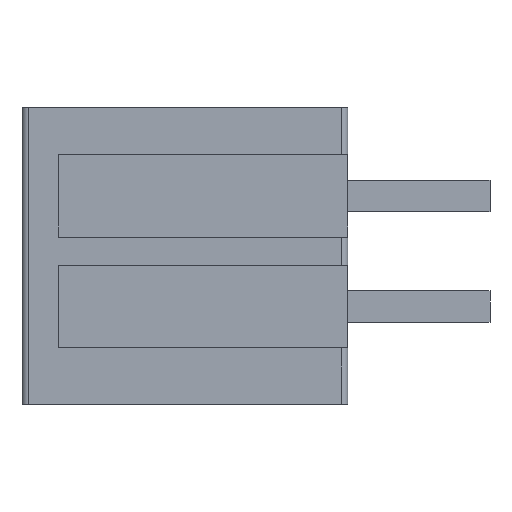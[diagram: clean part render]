
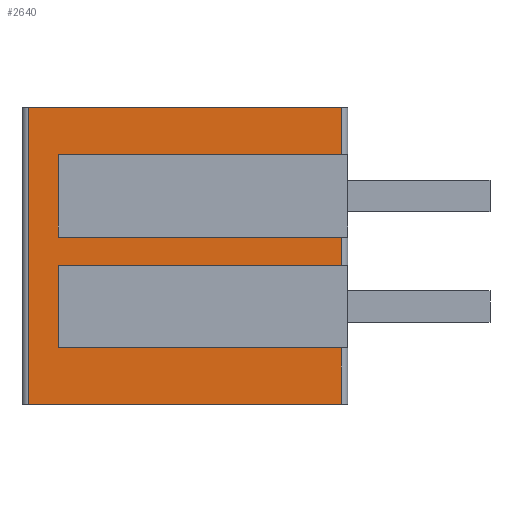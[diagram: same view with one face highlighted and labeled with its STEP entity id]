
A CAD part, left-side view. The second image highlights one B-rep face of the part: STEP entity #2640.
In plain terms, the highlighted planar face has unit normal (-1, 0, 0).
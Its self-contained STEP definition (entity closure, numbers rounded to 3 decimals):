
#120=ORIENTED_EDGE('',*,*,#684,.T.);
#121=ORIENTED_EDGE('',*,*,#685,.F.);
#122=ORIENTED_EDGE('',*,*,#686,.F.);
#123=ORIENTED_EDGE('',*,*,#687,.T.);
#124=ORIENTED_EDGE('',*,*,#688,.T.);
#125=ORIENTED_EDGE('',*,*,#689,.F.);
#126=ORIENTED_EDGE('',*,*,#690,.F.);
#127=ORIENTED_EDGE('',*,*,#691,.T.);
#128=ORIENTED_EDGE('',*,*,#692,.T.);
#129=ORIENTED_EDGE('',*,*,#693,.F.);
#130=ORIENTED_EDGE('',*,*,#694,.F.);
#131=ORIENTED_EDGE('',*,*,#695,.T.);
#684=EDGE_CURVE('',#963,#964,#1153,.T.);
#685=EDGE_CURVE('',#965,#964,#1154,.T.);
#686=EDGE_CURVE('',#966,#965,#1155,.T.);
#687=EDGE_CURVE('',#966,#967,#1156,.T.);
#688=EDGE_CURVE('',#967,#968,#1157,.T.);
#689=EDGE_CURVE('',#969,#968,#1158,.T.);
#690=EDGE_CURVE('',#970,#969,#1159,.T.);
#691=EDGE_CURVE('',#970,#971,#1160,.T.);
#692=EDGE_CURVE('',#971,#972,#1161,.T.);
#693=EDGE_CURVE('',#973,#972,#1162,.T.);
#694=EDGE_CURVE('',#974,#973,#1163,.T.);
#695=EDGE_CURVE('',#974,#963,#1164,.T.);
#963=VERTEX_POINT('',#3501);
#964=VERTEX_POINT('',#3502);
#965=VERTEX_POINT('',#3504);
#966=VERTEX_POINT('',#3506);
#967=VERTEX_POINT('',#3508);
#968=VERTEX_POINT('',#3510);
#969=VERTEX_POINT('',#3512);
#970=VERTEX_POINT('',#3514);
#971=VERTEX_POINT('',#3516);
#972=VERTEX_POINT('',#3518);
#973=VERTEX_POINT('',#3520);
#974=VERTEX_POINT('',#3522);
#1153=LINE('',#3500,#1422);
#1154=LINE('',#3503,#1423);
#1155=LINE('',#3505,#1424);
#1156=LINE('',#3507,#1425);
#1157=LINE('',#3509,#1426);
#1158=LINE('',#3511,#1427);
#1159=LINE('',#3513,#1428);
#1160=LINE('',#3515,#1429);
#1161=LINE('',#3517,#1430);
#1162=LINE('',#3519,#1431);
#1163=LINE('',#3521,#1432);
#1164=LINE('',#3523,#1433);
#1422=VECTOR('',#2946,1000.);
#1423=VECTOR('',#2947,1000.);
#1424=VECTOR('',#2948,1000.);
#1425=VECTOR('',#2949,1000.);
#1426=VECTOR('',#2950,1000.);
#1427=VECTOR('',#2951,1000.);
#1428=VECTOR('',#2952,1000.);
#1429=VECTOR('',#2953,1000.);
#1430=VECTOR('',#2954,1000.);
#1431=VECTOR('',#2955,1000.);
#1432=VECTOR('',#2956,1000.);
#1433=VECTOR('',#2957,1000.);
#1634=EDGE_LOOP('',(#120,#121,#122,#123,#124,#125,#126,#127,#128,#129,#130,
#131));
#1741=FACE_BOUND('',#1634,.T.);
#1843=PLANE('',#2751);
#2640=ADVANCED_FACE('',(#1741),#1843,.F.);
#2751=AXIS2_PLACEMENT_3D('',#3499,#2944,#2945);
#2944=DIRECTION('',(1.,0.,0.));
#2945=DIRECTION('',(0.,0.,-1.));
#2946=DIRECTION('',(0.,-1.,0.));
#2947=DIRECTION('',(0.,0.,-1.));
#2948=DIRECTION('',(0.,-1.,0.));
#2949=DIRECTION('',(0.,0.,-1.));
#2950=DIRECTION('',(0.,-1.,0.));
#2951=DIRECTION('',(0.,0.,-1.));
#2952=DIRECTION('',(0.,-1.,0.));
#2953=DIRECTION('',(0.,0.,1.));
#2954=DIRECTION('',(0.,-1.,0.));
#2955=DIRECTION('',(0.,0.,-1.));
#2956=DIRECTION('',(0.,-1.,0.));
#2957=DIRECTION('',(0.,0.,1.));
#3499=CARTESIAN_POINT('',(-4.15,10.1,9.4));
#3500=CARTESIAN_POINT('',(-4.15,9.15,7.9));
#3501=CARTESIAN_POINT('',(-4.15,9.15,7.9));
#3502=CARTESIAN_POINT('',(-4.15,0.2,7.9));
#3503=CARTESIAN_POINT('',(-4.15,0.2,9.4));
#3504=CARTESIAN_POINT('',(-4.15,0.2,9.4));
#3505=CARTESIAN_POINT('',(-4.15,10.1,9.4));
#3506=CARTESIAN_POINT('',(-4.15,10.1,9.4));
#3507=CARTESIAN_POINT('',(-4.15,10.1,9.4));
#3508=CARTESIAN_POINT('',(-4.15,10.1,0.));
#3509=CARTESIAN_POINT('',(-4.15,10.1,0.));
#3510=CARTESIAN_POINT('',(-4.15,0.2,0.));
#3511=CARTESIAN_POINT('',(-4.15,0.2,9.4));
#3512=CARTESIAN_POINT('',(-4.15,0.2,1.8));
#3513=CARTESIAN_POINT('',(-4.15,9.15,1.8));
#3514=CARTESIAN_POINT('',(-4.15,9.15,1.8));
#3515=CARTESIAN_POINT('',(-4.15,9.15,1.8));
#3516=CARTESIAN_POINT('',(-4.15,9.15,4.4));
#3517=CARTESIAN_POINT('',(-4.15,9.15,4.4));
#3518=CARTESIAN_POINT('',(-4.15,0.2,4.4));
#3519=CARTESIAN_POINT('',(-4.15,0.2,9.4));
#3520=CARTESIAN_POINT('',(-4.15,0.2,5.3));
#3521=CARTESIAN_POINT('',(-4.15,9.15,5.3));
#3522=CARTESIAN_POINT('',(-4.15,9.15,5.3));
#3523=CARTESIAN_POINT('',(-4.15,9.15,5.3));
